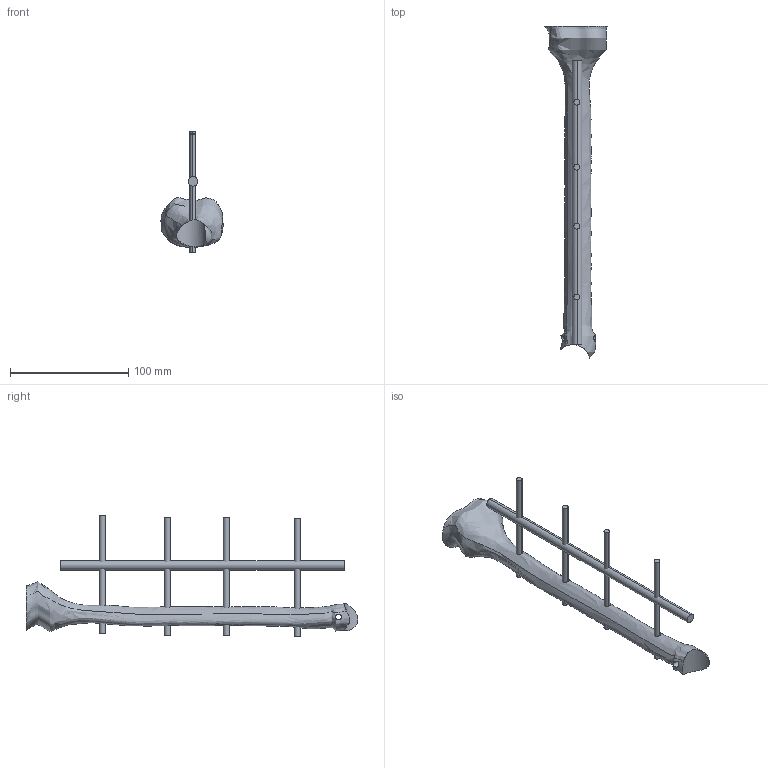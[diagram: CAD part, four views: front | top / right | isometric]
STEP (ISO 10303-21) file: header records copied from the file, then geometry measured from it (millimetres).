
FILE_DESCRIPTION( ( 'STEP AP203' ), '1' );
FILE_NAME( 'bone.step', ' ', ( ' ' ), ( ' ' ), 'PSStep 22.0.50', ' ', ' ' );
FILE_SCHEMA( ( 'CONFIG_CONTROL_DESIGN' ) );
Length unit declared in the file: metre
Products named in the file (6): 1; 2; 3; 4; 5; 6
Bounding box: 52.56 x 281 x 102.18 mm (x, y, z)
Volume: 126815.5 mm3; surface area: 35693.8 mm2
Topology: 6 solids, 6 shells, 43 faces, 99 edges, 64 vertices
Faces by surface type: cylinder 21, plane 12, cone 8, bspline 2
Entity records: 13674 total; most frequent: CARTESIAN_POINT 12589, DIRECTION 197, ORIENTED_EDGE 182, EDGE_CURVE 91, AXIS2_PLACEMENT_3D 84, VERTEX_POINT 64, EDGE_LOOP 49, ADVANCED_FACE 43
